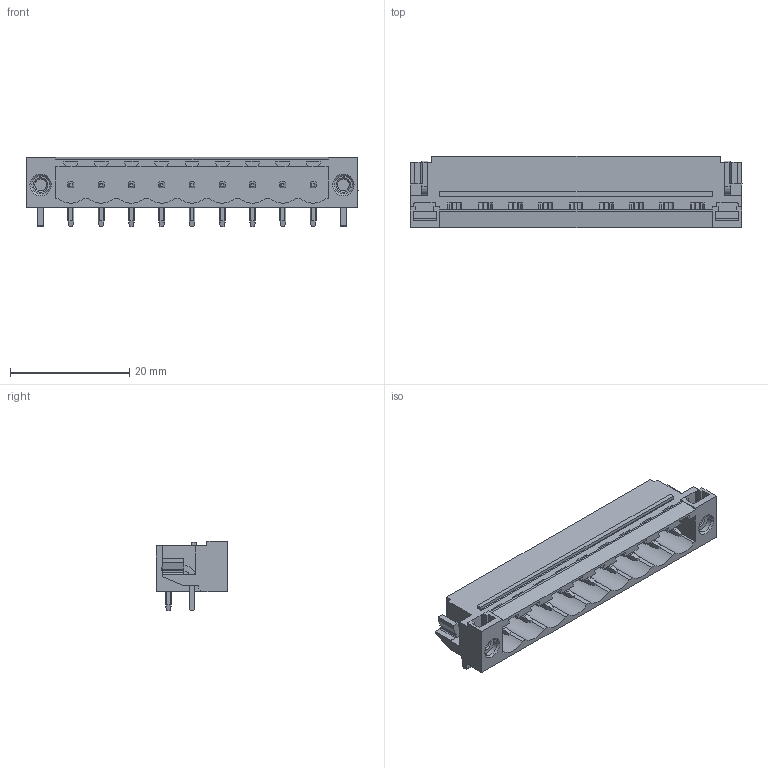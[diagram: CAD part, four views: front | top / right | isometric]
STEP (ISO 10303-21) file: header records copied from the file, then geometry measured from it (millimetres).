
FILE_DESCRIPTION(('CATIA V5 STEP Exchange','CAx-IF Rec.Pracs.--- Model Styling and Organization---1.2---2011-12-15'),'2;1');
FILE_NAME ('D1449322_0', '2018-10-25T07:36:29+00:00', ('none'), ('Weidmueller'), 'CATIA Version 5-6 Release 2014', 'CATIA V5 STEP AP214', 'none');
FILE_SCHEMA(('AUTOMOTIVE_DESIGN { 1 0 10303 214 1 1 1 1 }'));
Length unit declared in the file: millimetre
Products named in the file (1): 1150420000
Bounding box: 55.72 x 12 x 11.63 mm (x, y, z)
Volume: 2662.4 mm3; surface area: 4559.4 mm2
Topology: 14 solids, 14 shells, 603 faces, 1681 edges, 1088 vertices
Faces by surface type: plane 410, cylinder 181, cone 12
Entity records: 17704 total; most frequent: CARTESIAN_POINT 3781, ORIENTED_EDGE 3362, DIRECTION 2025, EDGE_CURVE 1675, VECTOR 1233, LINE 1233, VERTEX_POINT 1080, EDGE_LOOP 633
